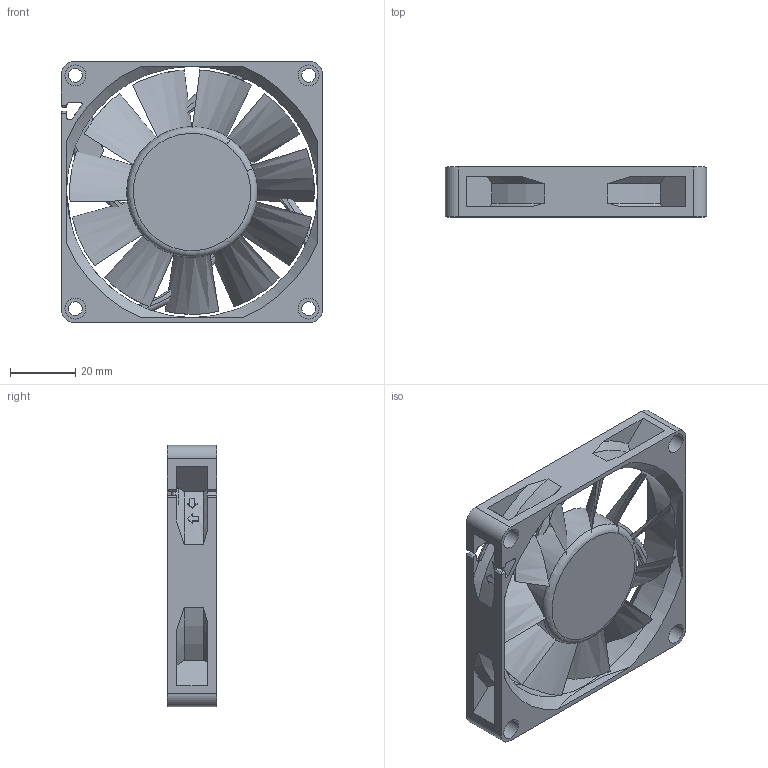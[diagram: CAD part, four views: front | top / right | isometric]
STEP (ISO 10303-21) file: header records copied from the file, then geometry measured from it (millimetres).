
FILE_DESCRIPTION((''),'2;1');
FILE_NAME('ASM0007_ASM','2012-11-14T',('Sunny.s.tsai'),(''),'PRO/ENGINEER BY PARAMETRIC TECHNOLOGY CORPORATION, 2007450','PRO/ENGINEER BY PARAMETRIC TECHNOLOGY CORPORATION, 2007450','');
FILE_SCHEMA(('CONFIG_CONTROL_DESIGN'));
Products named in the file (3): 4100225000; 6038; ASM0007_ASM
Assembly tree (2 placements, depth 2):
  ASM0007_ASM
    4100225000
    6038
Bounding box: 80.1 x 15.2 x 80.1 mm (x, y, z)
Volume: 40586.1 mm3; surface area: 29711.7 mm2
Topology: 2 solids, 2 shells, 433 faces, 1177 edges, 758 vertices
Faces by surface type: plane 167, cylinder 164, torus 35, cone 34, bspline 33
Entity records: 15820 total; most frequent: CARTESIAN_POINT 4868, ORIENTED_EDGE 2354, DIRECTION 2234, EDGE_CURVE 1177, AXIS2_PLACEMENT_3D 861, VERTEX_POINT 758, VECTOR 512, LINE 512
